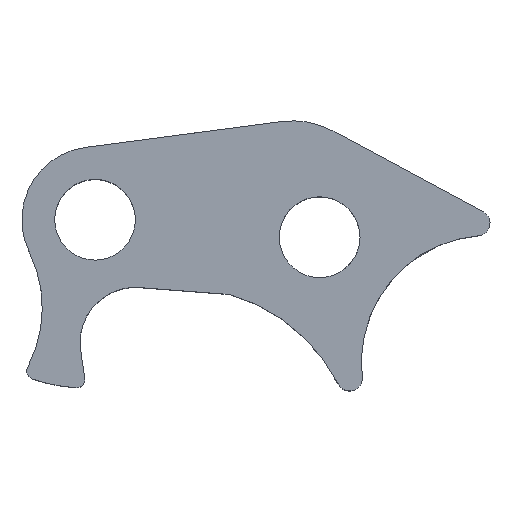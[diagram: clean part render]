
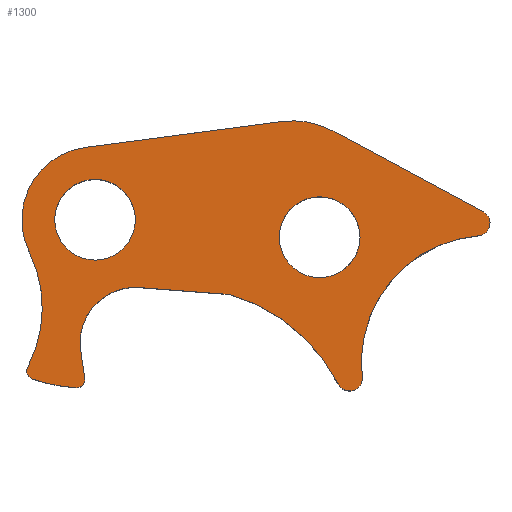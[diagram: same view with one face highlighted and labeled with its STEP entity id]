
A CAD part, top view. The second image highlights one B-rep face of the part: STEP entity #1300.
In plain terms, the highlighted planar face has unit normal (0, 0, 1).
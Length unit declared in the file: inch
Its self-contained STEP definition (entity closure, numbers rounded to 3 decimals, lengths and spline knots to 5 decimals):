
#49=FACE_BOUND('',#295,.T.);
#50=FACE_BOUND('',#296,.T.);
#56=PLANE('',#1409);
#66=CIRCLE('',#1364,0.095);
#68=CIRCLE('',#1370,0.3);
#71=CIRCLE('',#1374,0.095);
#82=CIRCLE('',#1387,0.2);
#83=CIRCLE('',#1390,0.03);
#84=CIRCLE('',#1392,0.03);
#85=CIRCLE('',#1394,0.41152);
#86=CIRCLE('',#1397,0.13);
#87=CIRCLE('',#1400,0.02);
#88=CIRCLE('',#1402,0.4054);
#89=CIRCLE('',#1404,0.02);
#90=CIRCLE('',#1406,0.3);
#91=CIRCLE('',#1408,0.172);
#94=LINE('',#4194,#121);
#106=LINE('',#4633,#133);
#110=LINE('',#4647,#137);
#113=LINE('',#4655,#140);
#121=VECTOR('',#1438,0.3937);
#133=VECTOR('',#1562,0.3937);
#137=VECTOR('',#1580,0.3937);
#140=VECTOR('',#1589,0.3937);
#214=FACE_OUTER_BOUND('',#294,.T.);
#294=EDGE_LOOP('',(#1106,#1107,#1108,#1109,#1110,#1111,#1112,#1113,#1114,
#1115,#1116,#1117,#1118,#1119,#1120));
#295=EDGE_LOOP('',(#1121));
#296=EDGE_LOOP('',(#1122));
#516=VERTEX_POINT('',#4192);
#517=VERTEX_POINT('',#4193);
#523=VERTEX_POINT('',#4553);
#525=VERTEX_POINT('',#4589);
#526=VERTEX_POINT('',#4590);
#530=VERTEX_POINT('',#4600);
#542=VERTEX_POINT('',#4628);
#543=VERTEX_POINT('',#4632);
#544=VERTEX_POINT('',#4638);
#545=VERTEX_POINT('',#4642);
#546=VERTEX_POINT('',#4646);
#547=VERTEX_POINT('',#4650);
#548=VERTEX_POINT('',#4654);
#549=VERTEX_POINT('',#4658);
#550=VERTEX_POINT('',#4662);
#551=VERTEX_POINT('',#4666);
#552=VERTEX_POINT('',#4670);
#658=EDGE_CURVE('',#516,#517,#94,.T.);
#695=EDGE_CURVE('',#523,#523,#66,.T.);
#700=EDGE_CURVE('',#525,#526,#68,.T.);
#705=EDGE_CURVE('',#530,#530,#71,.T.);
#719=EDGE_CURVE('',#517,#542,#82,.T.);
#721=EDGE_CURVE('',#542,#543,#106,.T.);
#723=EDGE_CURVE('',#543,#525,#83,.T.);
#724=EDGE_CURVE('',#526,#544,#84,.T.);
#726=EDGE_CURVE('',#544,#545,#85,.T.);
#728=EDGE_CURVE('',#545,#546,#110,.T.);
#730=EDGE_CURVE('',#546,#547,#86,.T.);
#732=EDGE_CURVE('',#547,#548,#113,.T.);
#734=EDGE_CURVE('',#548,#549,#87,.T.);
#736=EDGE_CURVE('',#549,#550,#88,.T.);
#738=EDGE_CURVE('',#550,#551,#89,.T.);
#740=EDGE_CURVE('',#551,#552,#90,.T.);
#742=EDGE_CURVE('',#552,#516,#91,.T.);
#1106=ORIENTED_EDGE('',*,*,#658,.F.);
#1107=ORIENTED_EDGE('',*,*,#742,.F.);
#1108=ORIENTED_EDGE('',*,*,#740,.F.);
#1109=ORIENTED_EDGE('',*,*,#738,.F.);
#1110=ORIENTED_EDGE('',*,*,#736,.F.);
#1111=ORIENTED_EDGE('',*,*,#734,.F.);
#1112=ORIENTED_EDGE('',*,*,#732,.F.);
#1113=ORIENTED_EDGE('',*,*,#730,.F.);
#1114=ORIENTED_EDGE('',*,*,#728,.F.);
#1115=ORIENTED_EDGE('',*,*,#726,.F.);
#1116=ORIENTED_EDGE('',*,*,#724,.F.);
#1117=ORIENTED_EDGE('',*,*,#700,.F.);
#1118=ORIENTED_EDGE('',*,*,#723,.F.);
#1119=ORIENTED_EDGE('',*,*,#721,.F.);
#1120=ORIENTED_EDGE('',*,*,#719,.F.);
#1121=ORIENTED_EDGE('',*,*,#695,.T.);
#1122=ORIENTED_EDGE('',*,*,#705,.T.);
#1300=ADVANCED_FACE('',(#214,#49,#50),#56,.T.);
#1364=AXIS2_PLACEMENT_3D('',#4554,#1506,#1507);
#1370=AXIS2_PLACEMENT_3D('',#4591,#1518,#1519);
#1374=AXIS2_PLACEMENT_3D('',#4601,#1528,#1529);
#1387=AXIS2_PLACEMENT_3D('',#4629,#1557,#1558);
#1390=AXIS2_PLACEMENT_3D('',#4636,#1566,#1567);
#1392=AXIS2_PLACEMENT_3D('',#4639,#1570,#1571);
#1394=AXIS2_PLACEMENT_3D('',#4643,#1575,#1576);
#1397=AXIS2_PLACEMENT_3D('',#4651,#1584,#1585);
#1400=AXIS2_PLACEMENT_3D('',#4659,#1593,#1594);
#1402=AXIS2_PLACEMENT_3D('',#4663,#1598,#1599);
#1404=AXIS2_PLACEMENT_3D('',#4667,#1603,#1604);
#1406=AXIS2_PLACEMENT_3D('',#4671,#1608,#1609);
#1408=AXIS2_PLACEMENT_3D('',#4674,#1613,#1614);
#1409=AXIS2_PLACEMENT_3D('',#4675,#1615,#1616);
#1438=DIRECTION('',(0.991,0.131,0.));
#1506=DIRECTION('center_axis',(0.,0.,-1.));
#1507=DIRECTION('ref_axis',(-1.,0.,0.));
#1518=DIRECTION('center_axis',(0.,0.,1.));
#1519=DIRECTION('ref_axis',(0.083,-0.997,0.));
#1528=DIRECTION('center_axis',(0.,0.,-1.));
#1529=DIRECTION('ref_axis',(-1.,0.,0.));
#1557=DIRECTION('center_axis',(0.,0.,-1.));
#1558=DIRECTION('ref_axis',(0.474,0.881,0.));
#1562=DIRECTION('',(0.881,-0.474,0.));
#1566=DIRECTION('center_axis',(0.,0.,-1.));
#1567=DIRECTION('ref_axis',(0.083,-0.997,0.));
#1570=DIRECTION('center_axis',(0.,0.,-1.));
#1571=DIRECTION('ref_axis',(-0.893,-0.451,0.));
#1575=DIRECTION('center_axis',(0.,0.,1.));
#1576=DIRECTION('ref_axis',(-0.893,-0.451,0.));
#1580=DIRECTION('',(-0.997,0.076,0.));
#1584=DIRECTION('center_axis',(0.,0.,1.));
#1585=DIRECTION('ref_axis',(-0.076,-0.997,0.));
#1589=DIRECTION('',(0.151,-0.989,0.));
#1593=DIRECTION('center_axis',(0.,0.,-1.));
#1594=DIRECTION('ref_axis',(-0.069,-0.998,0.));
#1598=DIRECTION('center_axis',(0.,0.,-1.));
#1599=DIRECTION('ref_axis',(-0.32,-0.947,0.));
#1603=DIRECTION('center_axis',(0.,0.,-1.));
#1604=DIRECTION('ref_axis',(-0.886,0.463,0.));
#1608=DIRECTION('center_axis',(0.,0.,1.));
#1609=DIRECTION('ref_axis',(-0.886,0.463,0.));
#1613=DIRECTION('center_axis',(0.,0.,-1.));
#1614=DIRECTION('ref_axis',(-0.131,0.991,0.));
#1615=DIRECTION('center_axis',(0.,0.,1.));
#1616=DIRECTION('ref_axis',(1.,0.,0.));
#4192=CARTESIAN_POINT('',(-0.02244,0.17053,0.125));
#4193=CARTESIAN_POINT('',(0.43938,0.23136,0.125));
#4194=CARTESIAN_POINT('',(0.43938,0.23136,0.125));
#4553=CARTESIAN_POINT('',(0.62382,-0.04076,0.125));
#4554=CARTESIAN_POINT('Origin',(0.52882,-0.04076,0.125));
#4589=CARTESIAN_POINT('',(0.90225,-0.0374,0.125));
#4590=CARTESIAN_POINT('',(0.6289,-0.36945,0.125));
#4591=CARTESIAN_POINT('Origin',(0.92707,-0.33637,0.125));
#4600=CARTESIAN_POINT('',(0.09521,0.00017,0.125));
#4601=CARTESIAN_POINT('Origin',(0.00021,0.00017,
0.125));
#4628=CARTESIAN_POINT('',(0.56025,0.2092,0.125));
#4629=CARTESIAN_POINT('Origin',(0.4655,0.03307,0.125));
#4632=CARTESIAN_POINT('',(0.91398,0.01892,0.125));
#4633=CARTESIAN_POINT('',(0.91398,0.01892,0.125));
#4636=CARTESIAN_POINT('Origin',(0.89977,-0.0075,
0.125));
#4638=CARTESIAN_POINT('',(0.57231,-0.38628,0.125));
#4639=CARTESIAN_POINT('Origin',(0.59909,-0.37275,0.125));
#4642=CARTESIAN_POINT('',(0.31556,-0.17543,0.125));
#4643=CARTESIAN_POINT('Origin',(0.20499,-0.57182,0.125));
#4646=CARTESIAN_POINT('',(0.10495,-0.15929,0.125));
#4647=CARTESIAN_POINT('',(0.10495,-0.15929,0.125));
#4650=CARTESIAN_POINT('',(-0.03351,-0.30848,0.125));
#4651=CARTESIAN_POINT('Origin',(0.09501,-0.28891,0.125));
#4654=CARTESIAN_POINT('',(-0.02369,-0.37293,0.125));
#4655=CARTESIAN_POINT('',(-0.02369,-0.37293,0.125));
#4658=CARTESIAN_POINT('',(-0.04495,-0.39503,0.125));
#4659=CARTESIAN_POINT('Origin',(-0.04358,-0.37507,0.125));
#4662=CARTESIAN_POINT('',(-0.14675,-0.37468,0.125));
#4663=CARTESIAN_POINT('Origin',(-0.01707,0.00941,
0.125));
#4666=CARTESIAN_POINT('',(-0.15808,-0.34647,0.125));
#4667=CARTESIAN_POINT('Origin',(-0.14036,-0.35574,0.125));
#4670=CARTESIAN_POINT('',(-0.15447,-0.0756,0.125));
#4671=CARTESIAN_POINT('Origin',(-0.42394,-0.20747,0.125));
#4674=CARTESIAN_POINT('Origin',(0.00002,0.,
0.125));
#4675=CARTESIAN_POINT('Origin',(0.31561,-0.07623,0.125));
